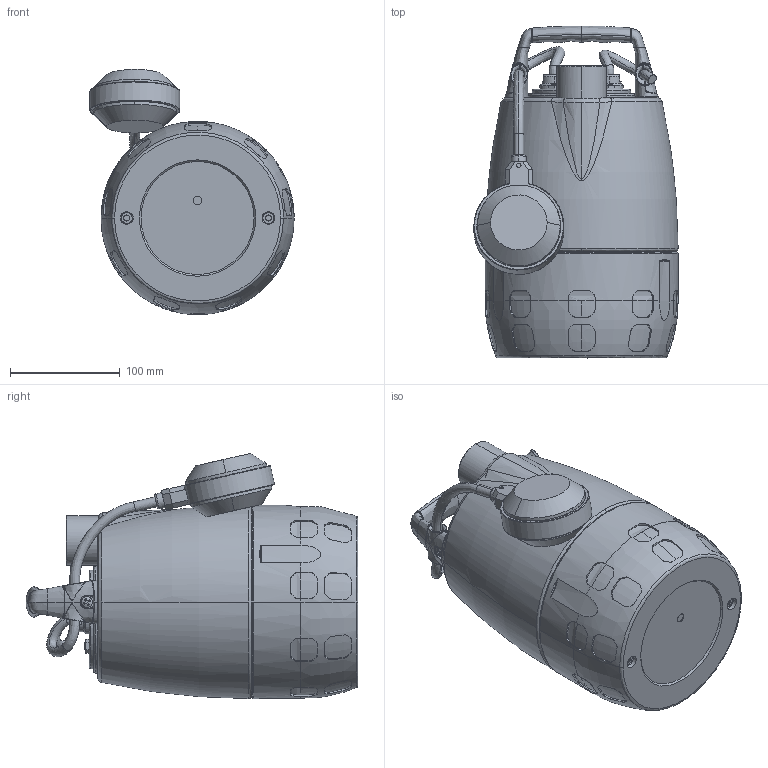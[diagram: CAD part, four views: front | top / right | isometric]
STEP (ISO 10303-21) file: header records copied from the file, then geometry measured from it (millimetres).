
FILE_DESCRIPTION (( 'STEP AP214' ), '1' );
FILE_NAME ('4_93_411_05_REV00.step', '2022-05-11T10:19:36', ( '' ), ( '' ), 'SwSTEP 2.0', 'SolidWorks 2020', '' );
FILE_SCHEMA (( 'AUTOMOTIVE_DESIGN' ));
Length unit declared in the file: millimetre
Products named in the file (2): Copia di 161096^4_93_411_05_REV00; 4_93_411_05_REV00
Assembly tree (1 placements, depth 2):
  4_93_411_05_REV00
    Copia di 161096^4_93_411_05_REV00
Bounding box: 186.16 x 302.41 x 223.41 mm (x, y, z)
Volume: 5888595.5 mm3; surface area: 317262.2 mm2
Topology: 14 solids, 14 shells, 1469 faces, 3670 edges, 2254 vertices
Faces by surface type: bspline 513, plane 432, cylinder 414, cone 52, torus 46, sphere 12
Entity records: 177206 total; most frequent: CARTESIAN_POINT 147908, ORIENTED_EDGE 7320, DIRECTION 3798, EDGE_CURVE 3660, VERTEX_POINT 2254, B_SPLINE_CURVE_WITH_KNOTS 2117, EDGE_LOOP 1518, ADVANCED_FACE 1469
